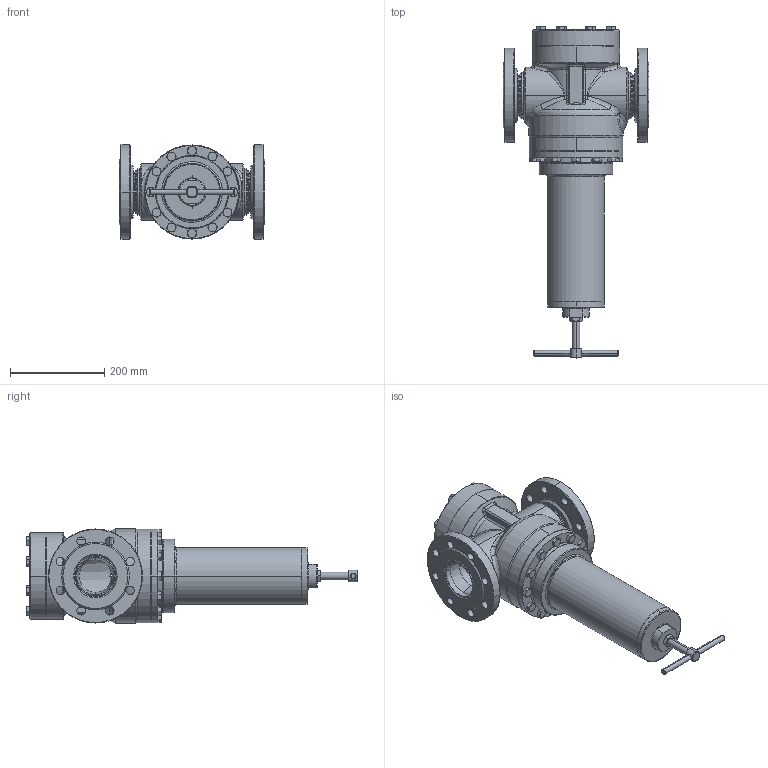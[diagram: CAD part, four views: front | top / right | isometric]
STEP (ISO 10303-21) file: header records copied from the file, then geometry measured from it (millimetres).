
FILE_DESCRIPTION (( 'STEP AP203' ), '1' );
FILE_NAME ('Typ_81-BG_IV-D080I.STEP', '2021-01-11T12:35:30', ( '' ), ( '' ), 'SwSTEP 2.0', 'SolidWorks 2016', '' );
FILE_SCHEMA (( 'CONFIG_CONTROL_DESIGN' ));
Length unit declared in the file: millimetre
Products named in the file (1): Typ_81-BG_IV-D080I
Bounding box: 310 x 705.6 x 200 mm (x, y, z)
Volume: 5612156.9 mm3; surface area: 1062382.5 mm2
Topology: 30 solids, 30 shells, 1068 faces, 2545 edges, 1543 vertices
Faces by surface type: cone 372, cylinder 298, plane 251, bspline 147
Entity records: 45150 total; most frequent: CARTESIAN_POINT 21241, ORIENTED_EDGE 4998, DIRECTION 4961, EDGE_CURVE 2499, AXIS2_PLACEMENT_3D 2084, VERTEX_POINT 1543, EDGE_LOOP 1218, CIRCLE 1162
